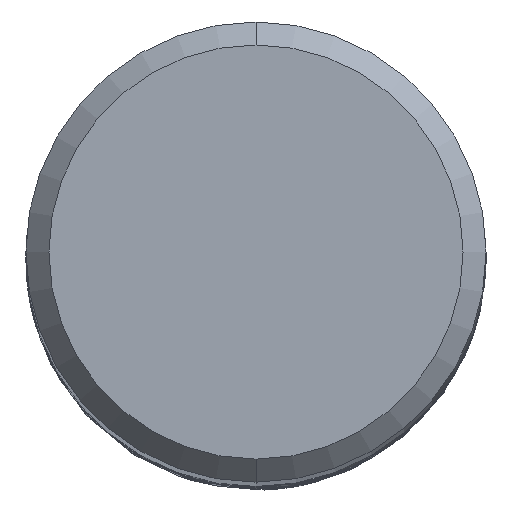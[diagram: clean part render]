
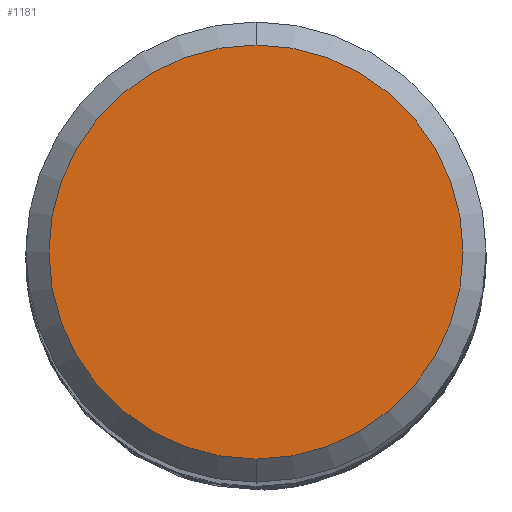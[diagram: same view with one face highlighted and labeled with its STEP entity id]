
A CAD part, top view. The second image highlights one B-rep face of the part: STEP entity #1181.
In plain terms, the highlighted planar face has unit normal (0, 0, 1).
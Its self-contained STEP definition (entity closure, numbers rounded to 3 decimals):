
#701=EDGE_CURVE('',#761,#755,#1910,.T.);
#755=VERTEX_POINT('',#1967);
#761=VERTEX_POINT('',#1974);
#845=EDGE_CURVE('',#755,#761,#2063,.T.);
#1181=ADVANCED_FACE('',(#2431),#2432,.T.);
#1910=CIRCLE('',#3826,3.6);
#1967=CARTESIAN_POINT('',(0.,-3.6,0.0));
#1974=CARTESIAN_POINT('',(0.0,3.6,0.0));
#2063=CIRCLE('',#5524,3.6);
#2431=FACE_OUTER_BOUND('',#9912,.T.);
#2432=PLANE('',#9913);
#3826=AXIS2_PLACEMENT_3D('',#18081,#18082,#18083);
#5524=AXIS2_PLACEMENT_3D('',#18193,#18194,#18195);
#9912=EDGE_LOOP('',(#18532,#18533));
#9913=AXIS2_PLACEMENT_3D('',#18534,#18535,#18536);
#18081=CARTESIAN_POINT('',(0.0,0.0,0.0));
#18082=DIRECTION('',(0.0,0.0,-1.0));
#18083=DIRECTION('',(0.0,1.0,0.0));
#18193=CARTESIAN_POINT('',(0.0,0.0,0.0));
#18194=DIRECTION('',(0.0,0.0,-1.0));
#18195=DIRECTION('',(0.0,1.0,0.0));
#18532=ORIENTED_EDGE('',*,*,#701,.F.);
#18533=ORIENTED_EDGE('',*,*,#845,.F.);
#18534=CARTESIAN_POINT('',(0.0,1.8,0.0));
#18535=DIRECTION('',(-0.0,0.0,1.0));
#18536=DIRECTION('',(0.0,-1.0,0.0));
